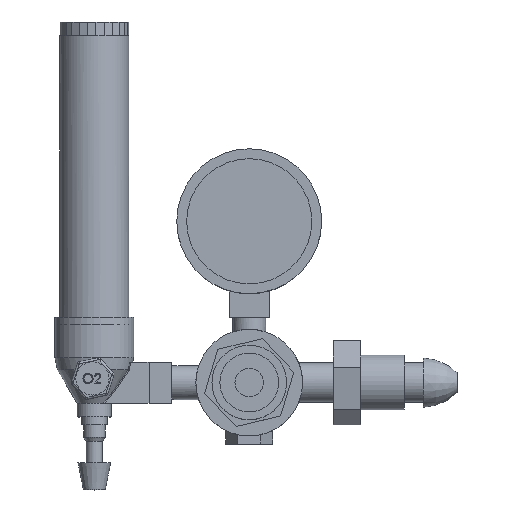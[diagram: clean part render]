
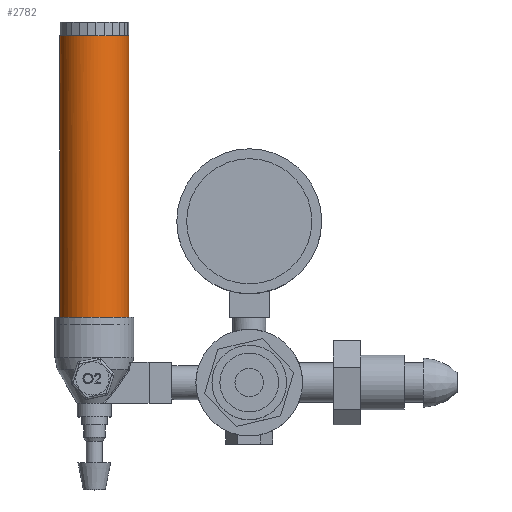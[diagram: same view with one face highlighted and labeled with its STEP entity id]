
A CAD part, top view. The second image highlights one B-rep face of the part: STEP entity #2782.
In plain terms, the highlighted cylindrical face has radius 12.63 mm (diameter 25.26 mm), a full revolution.
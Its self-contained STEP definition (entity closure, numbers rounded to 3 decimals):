
#2031=EDGE_CURVE('',#2032,#2032,#2034,.F.);
#2032=VERTEX_POINT('',#2033);
#2033=CARTESIAN_POINT('',(60.577,42.613,48.18));
#2034=CIRCLE('',#2035,12.63);
#2035=AXIS2_PLACEMENT_3D('',#2036,#2037,#2038);
#2036=CARTESIAN_POINT('',(73.207,42.613,48.18));
#2037=DIRECTION('',(0.,1.0,0.0));
#2038=DIRECTION('',(-1.0,0.,0.0));
#2782=ADVANCED_FACE('',(#2783),#2801,.T.);
#2783=FACE_BOUND('',#2784,.T.);
#2784=EDGE_LOOP('',(#2785,#2794,#2799,#2800));
#2785=ORIENTED_EDGE('',*,*,#2786,.T.);
#2786=EDGE_CURVE('',#2787,#2787,#2789,.F.);
#2787=VERTEX_POINT('',#2788);
#2788=CARTESIAN_POINT('',(60.577,145.613,48.18));
#2789=CIRCLE('',#2790,12.63);
#2790=AXIS2_PLACEMENT_3D('',#2791,#2792,#2793);
#2791=CARTESIAN_POINT('',(73.207,145.613,48.18));
#2792=DIRECTION('',(0.,1.0,0.0));
#2793=DIRECTION('',(-1.0,0.,0.0));
#2794=ORIENTED_EDGE('',*,*,#2795,.T.);
#2795=EDGE_CURVE('',#2787,#2032,#2796,.T.);
#2796=B_SPLINE_CURVE_WITH_KNOTS('',1,(#2797,#2798),.UNSPECIFIED.,.F.,.U.,(2,2),(0.0,103.0),.PIECEWISE_BEZIER_KNOTS.);
#2797=CARTESIAN_POINT('',(60.577,145.613,48.18));
#2798=CARTESIAN_POINT('',(60.577,42.613,48.18));
#2799=ORIENTED_EDGE('',*,*,#2031,.F.);
#2800=ORIENTED_EDGE('',*,*,#2795,.F.);
#2801=CYLINDRICAL_SURFACE('',#2802,12.63);
#2802=AXIS2_PLACEMENT_3D('',#2803,#2804,#2805);
#2803=CARTESIAN_POINT('',(73.207,145.613,48.18));
#2804=DIRECTION('',(0.,-1.0,0.0));
#2805=DIRECTION('',(1.0,0.,0.0));
